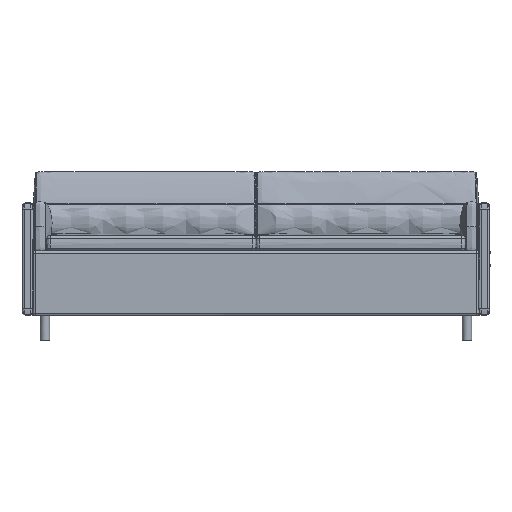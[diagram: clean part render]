
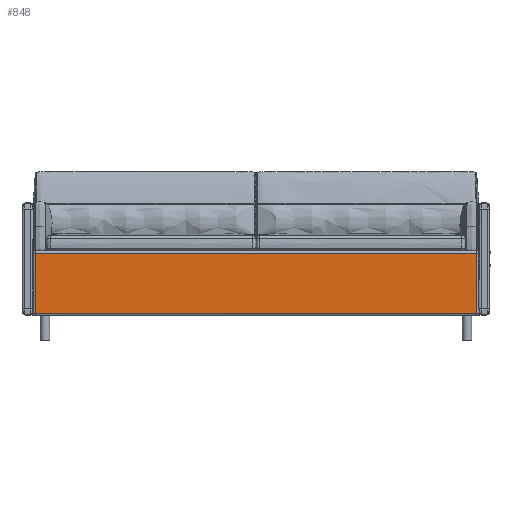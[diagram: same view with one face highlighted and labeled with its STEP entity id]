
A CAD part, front view. The second image highlights one B-rep face of the part: STEP entity #848.
In plain terms, the highlighted planar face has unit normal (0, -1, 0).
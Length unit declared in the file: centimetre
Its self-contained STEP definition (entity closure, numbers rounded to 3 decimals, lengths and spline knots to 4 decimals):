
#40=PLANE('',#4876);
#848=ADVANCED_FACE('',(#1114),#40,.T.);
#1114=FACE_OUTER_BOUND('',#1380,.T.);
#1380=EDGE_LOOP('',(#2043,#2044,#2045,#2046));
#2043=ORIENTED_EDGE('',*,*,#2979,.F.);
#2044=ORIENTED_EDGE('',*,*,#2986,.F.);
#2045=ORIENTED_EDGE('',*,*,#2982,.F.);
#2046=ORIENTED_EDGE('',*,*,#2981,.F.);
#2979=EDGE_CURVE('',#4321,#4318,#3890,.T.);
#2981=EDGE_CURVE('',#4318,#4319,#3891,.T.);
#2982=EDGE_CURVE('',#4319,#4320,#3892,.T.);
#2986=EDGE_CURVE('',#4320,#4321,#3893,.T.);
#3890=B_SPLINE_CURVE_WITH_KNOTS('',1,(#29628,#29629),.UNSPECIFIED.,.F.,
 .F.,(2,2),(8.,254.5),.UNSPECIFIED.);
#3891=B_SPLINE_CURVE_WITH_KNOTS('',1,(#29633,#29634),.UNSPECIFIED.,.F.,
 .F.,(2,2),(8.,1815.9193),.UNSPECIFIED.);
#3892=B_SPLINE_CURVE_WITH_KNOTS('',1,(#29635,#29636),.UNSPECIFIED.,.F.,
 .F.,(2,2),(12.,258.5),.UNSPECIFIED.);
#3893=B_SPLINE_CURVE_WITH_KNOTS('',1,(#29646,#29647),.UNSPECIFIED.,.F.,
 .F.,(2,2),(-1815.9193,-8.),.UNSPECIFIED.);
#4318=VERTEX_POINT('',#29500);
#4319=VERTEX_POINT('',#29501);
#4320=VERTEX_POINT('',#29502);
#4321=VERTEX_POINT('',#29503);
#4876=AXIS2_PLACEMENT_3D('',#29483,#4931,$);
#4931=DIRECTION('',(0.,-1.,0.));
#29483=CARTESIAN_POINT('',(-91.196,0.,-0.8));
#29500=CARTESIAN_POINT('',(-90.396,0.,24.65));
#29501=CARTESIAN_POINT('',(90.396,0.,24.65));
#29502=CARTESIAN_POINT('',(90.396,0.,0.));
#29503=CARTESIAN_POINT('',(-90.396,0.,0.));
#29628=CARTESIAN_POINT('',(-90.396,0.,0.));
#29629=CARTESIAN_POINT('',(-90.396,0.,24.65));
#29633=CARTESIAN_POINT('',(-90.396,0.,24.65));
#29634=CARTESIAN_POINT('',(90.396,0.,24.65));
#29635=CARTESIAN_POINT('',(90.396,0.,24.65));
#29636=CARTESIAN_POINT('',(90.396,0.,0.));
#29646=CARTESIAN_POINT('',(90.396,0.,0.));
#29647=CARTESIAN_POINT('',(-90.396,0.,0.));
